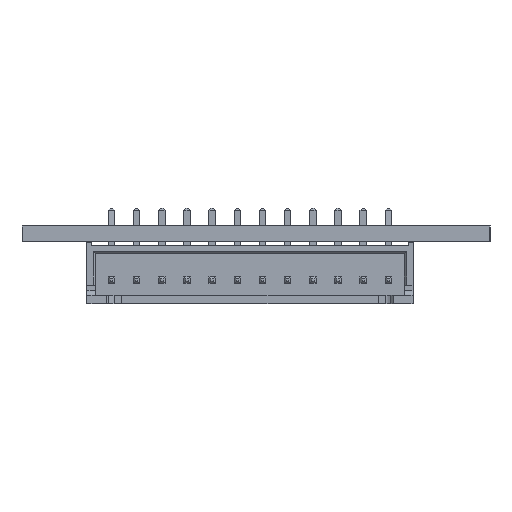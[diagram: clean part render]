
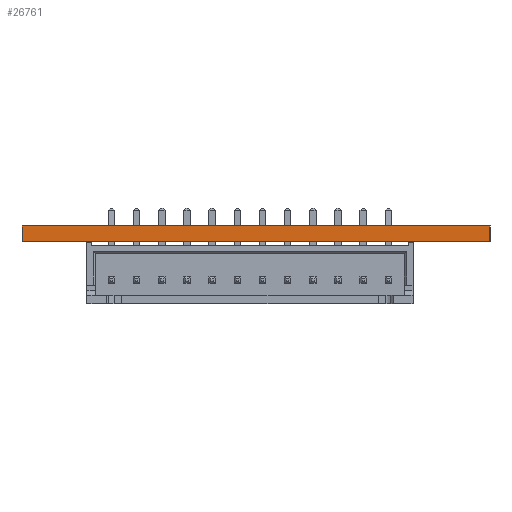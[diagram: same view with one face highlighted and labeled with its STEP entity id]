
A CAD part, left-side view. The second image highlights one B-rep face of the part: STEP entity #26761.
In plain terms, the highlighted planar face has unit normal (-1, 0, 0).
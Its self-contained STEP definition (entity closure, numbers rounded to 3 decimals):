
#26580 = PLANE('',#26581);
#26581 = AXIS2_PLACEMENT_3D('',#26582,#26583,#26584);
#26582 = CARTESIAN_POINT('',(44.196,-35.814,0.));
#26583 = DIRECTION('',(0.,-1.,0.));
#26584 = DIRECTION('',(-1.,0.,0.));
#26605 = VERTEX_POINT('',#26606);
#26606 = CARTESIAN_POINT('',(-17.78,-35.814,1.58));
#26620 = PLANE('',#26621);
#26621 = AXIS2_PLACEMENT_3D('',#26622,#26623,#26624);
#26622 = CARTESIAN_POINT('',(13.208,-12.573,1.58));
#26623 = DIRECTION('',(-0.,-0.,-1.));
#26624 = DIRECTION('',(-1.,0.,0.));
#26632 = EDGE_CURVE('',#26633,#26605,#26635,.T.);
#26633 = VERTEX_POINT('',#26634);
#26634 = CARTESIAN_POINT('',(-17.78,-35.814,0.));
#26635 = SURFACE_CURVE('',#26636,(#26640,#26647),.PCURVE_S1.);
#26636 = LINE('',#26637,#26638);
#26637 = CARTESIAN_POINT('',(-17.78,-35.814,0.));
#26638 = VECTOR('',#26639,1.);
#26639 = DIRECTION('',(0.,0.,1.));
#26640 = PCURVE('',#26580,#26641);
#26641 = DEFINITIONAL_REPRESENTATION('',(#26642),#26646);
#26642 = LINE('',#26643,#26644);
#26643 = CARTESIAN_POINT('',(61.976,0.));
#26644 = VECTOR('',#26645,1.);
#26645 = DIRECTION('',(0.,-1.));
#26646 = ( GEOMETRIC_REPRESENTATION_CONTEXT(2) 
PARAMETRIC_REPRESENTATION_CONTEXT() REPRESENTATION_CONTEXT('2D SPACE',''
  ) );
#26647 = PCURVE('',#26648,#26653);
#26648 = PLANE('',#26649);
#26649 = AXIS2_PLACEMENT_3D('',#26650,#26651,#26652);
#26650 = CARTESIAN_POINT('',(-17.78,-35.814,0.));
#26651 = DIRECTION('',(-1.,0.,0.));
#26652 = DIRECTION('',(0.,1.,0.));
#26653 = DEFINITIONAL_REPRESENTATION('',(#26654),#26658);
#26654 = LINE('',#26655,#26656);
#26655 = CARTESIAN_POINT('',(0.,0.));
#26656 = VECTOR('',#26657,1.);
#26657 = DIRECTION('',(0.,-1.));
#26658 = ( GEOMETRIC_REPRESENTATION_CONTEXT(2) 
PARAMETRIC_REPRESENTATION_CONTEXT() REPRESENTATION_CONTEXT('2D SPACE',''
  ) );
#26674 = PLANE('',#26675);
#26675 = AXIS2_PLACEMENT_3D('',#26676,#26677,#26678);
#26676 = CARTESIAN_POINT('',(13.208,-12.573,0.));
#26677 = DIRECTION('',(-0.,-0.,-1.));
#26678 = DIRECTION('',(-1.,0.,0.));
#26707 = PLANE('',#26708);
#26708 = AXIS2_PLACEMENT_3D('',#26709,#26710,#26711);
#26709 = CARTESIAN_POINT('',(-17.78,10.668,0.));
#26710 = DIRECTION('',(0.,1.,0.));
#26711 = DIRECTION('',(1.,0.,0.));
#26761 = ADVANCED_FACE('',(#26762),#26648,.T.);
#26762 = FACE_BOUND('',#26763,.T.);
#26763 = EDGE_LOOP('',(#26764,#26765,#26788,#26811));
#26764 = ORIENTED_EDGE('',*,*,#26632,.T.);
#26765 = ORIENTED_EDGE('',*,*,#26766,.T.);
#26766 = EDGE_CURVE('',#26605,#26767,#26769,.T.);
#26767 = VERTEX_POINT('',#26768);
#26768 = CARTESIAN_POINT('',(-17.78,10.668,1.58));
#26769 = SURFACE_CURVE('',#26770,(#26774,#26781),.PCURVE_S1.);
#26770 = LINE('',#26771,#26772);
#26771 = CARTESIAN_POINT('',(-17.78,-35.814,1.58));
#26772 = VECTOR('',#26773,1.);
#26773 = DIRECTION('',(0.,1.,0.));
#26774 = PCURVE('',#26648,#26775);
#26775 = DEFINITIONAL_REPRESENTATION('',(#26776),#26780);
#26776 = LINE('',#26777,#26778);
#26777 = CARTESIAN_POINT('',(0.,-1.58));
#26778 = VECTOR('',#26779,1.);
#26779 = DIRECTION('',(1.,0.));
#26780 = ( GEOMETRIC_REPRESENTATION_CONTEXT(2) 
PARAMETRIC_REPRESENTATION_CONTEXT() REPRESENTATION_CONTEXT('2D SPACE',''
  ) );
#26781 = PCURVE('',#26620,#26782);
#26782 = DEFINITIONAL_REPRESENTATION('',(#26783),#26787);
#26783 = LINE('',#26784,#26785);
#26784 = CARTESIAN_POINT('',(30.988,-23.241));
#26785 = VECTOR('',#26786,1.);
#26786 = DIRECTION('',(0.,1.));
#26787 = ( GEOMETRIC_REPRESENTATION_CONTEXT(2) 
PARAMETRIC_REPRESENTATION_CONTEXT() REPRESENTATION_CONTEXT('2D SPACE',''
  ) );
#26788 = ORIENTED_EDGE('',*,*,#26789,.F.);
#26789 = EDGE_CURVE('',#26790,#26767,#26792,.T.);
#26790 = VERTEX_POINT('',#26791);
#26791 = CARTESIAN_POINT('',(-17.78,10.668,0.));
#26792 = SURFACE_CURVE('',#26793,(#26797,#26804),.PCURVE_S1.);
#26793 = LINE('',#26794,#26795);
#26794 = CARTESIAN_POINT('',(-17.78,10.668,0.));
#26795 = VECTOR('',#26796,1.);
#26796 = DIRECTION('',(0.,0.,1.));
#26797 = PCURVE('',#26648,#26798);
#26798 = DEFINITIONAL_REPRESENTATION('',(#26799),#26803);
#26799 = LINE('',#26800,#26801);
#26800 = CARTESIAN_POINT('',(46.482,0.));
#26801 = VECTOR('',#26802,1.);
#26802 = DIRECTION('',(0.,-1.));
#26803 = ( GEOMETRIC_REPRESENTATION_CONTEXT(2) 
PARAMETRIC_REPRESENTATION_CONTEXT() REPRESENTATION_CONTEXT('2D SPACE',''
  ) );
#26804 = PCURVE('',#26707,#26805);
#26805 = DEFINITIONAL_REPRESENTATION('',(#26806),#26810);
#26806 = LINE('',#26807,#26808);
#26807 = CARTESIAN_POINT('',(0.,0.));
#26808 = VECTOR('',#26809,1.);
#26809 = DIRECTION('',(0.,-1.));
#26810 = ( GEOMETRIC_REPRESENTATION_CONTEXT(2) 
PARAMETRIC_REPRESENTATION_CONTEXT() REPRESENTATION_CONTEXT('2D SPACE',''
  ) );
#26811 = ORIENTED_EDGE('',*,*,#26812,.F.);
#26812 = EDGE_CURVE('',#26633,#26790,#26813,.T.);
#26813 = SURFACE_CURVE('',#26814,(#26818,#26825),.PCURVE_S1.);
#26814 = LINE('',#26815,#26816);
#26815 = CARTESIAN_POINT('',(-17.78,-35.814,0.));
#26816 = VECTOR('',#26817,1.);
#26817 = DIRECTION('',(0.,1.,0.));
#26818 = PCURVE('',#26648,#26819);
#26819 = DEFINITIONAL_REPRESENTATION('',(#26820),#26824);
#26820 = LINE('',#26821,#26822);
#26821 = CARTESIAN_POINT('',(0.,0.));
#26822 = VECTOR('',#26823,1.);
#26823 = DIRECTION('',(1.,0.));
#26824 = ( GEOMETRIC_REPRESENTATION_CONTEXT(2) 
PARAMETRIC_REPRESENTATION_CONTEXT() REPRESENTATION_CONTEXT('2D SPACE',''
  ) );
#26825 = PCURVE('',#26674,#26826);
#26826 = DEFINITIONAL_REPRESENTATION('',(#26827),#26831);
#26827 = LINE('',#26828,#26829);
#26828 = CARTESIAN_POINT('',(30.988,-23.241));
#26829 = VECTOR('',#26830,1.);
#26830 = DIRECTION('',(0.,1.));
#26831 = ( GEOMETRIC_REPRESENTATION_CONTEXT(2) 
PARAMETRIC_REPRESENTATION_CONTEXT() REPRESENTATION_CONTEXT('2D SPACE',''
  ) );
